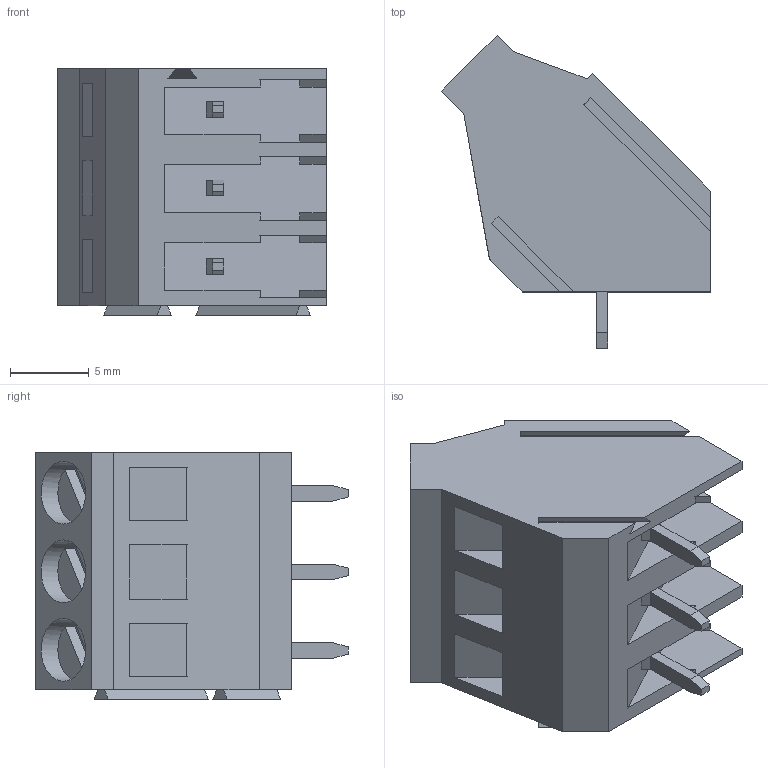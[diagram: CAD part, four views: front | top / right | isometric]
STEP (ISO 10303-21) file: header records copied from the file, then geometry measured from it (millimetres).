
FILE_DESCRIPTION( ( 'STEP AP203' ), '1' );
FILE_NAME( 'MI253-5-IQ.stp', ' ', ( ' ' ), ( ' ' ), 'PSStep 15.0.49', 'VISI 20.0', ' ' );
FILE_SCHEMA( ( 'AUTOMOTIVE_DESIGN { 1 0 10303 214 1 1 1 1 }' ) );
Length unit declared in the file: millimetre
Products named in the file (1): 1
Bounding box: 17.11 x 19.9 x 15.68 mm (x, y, z)
Volume: 2062.7 mm3; surface area: 2028.1 mm2
Topology: 1 solids, 1 shells, 153 faces, 405 edges, 268 vertices
Faces by surface type: plane 150, cylinder 3
Full cylindrical faces by diameter (mm): 4 x3
Entity records: 5845 total; most frequent: CARTESIAN_POINT 818, ORIENTED_EDGE 798, DIRECTION 722, EDGE_CURVE 399, LINE 384, VECTOR 384, VERTEX_POINT 265, EDGE_LOOP 170
